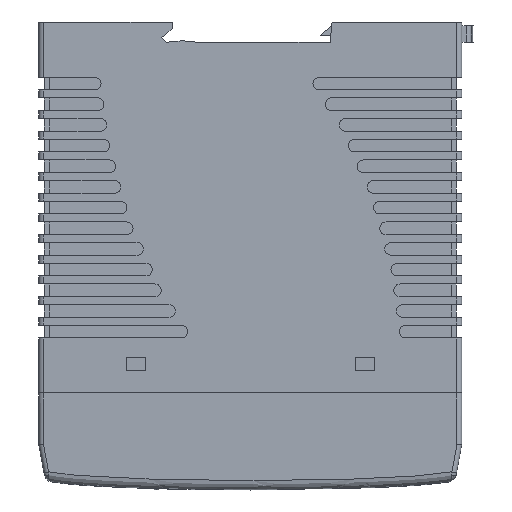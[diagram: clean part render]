
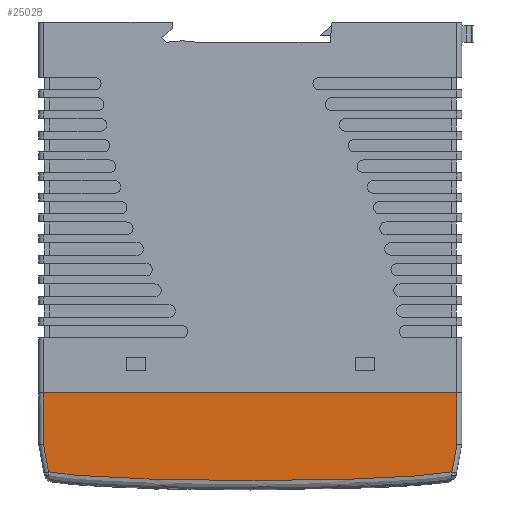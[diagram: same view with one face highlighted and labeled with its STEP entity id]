
A CAD part, left-side view. The second image highlights one B-rep face of the part: STEP entity #25028.
In plain terms, the highlighted planar face has unit normal (-1, 0, 0).
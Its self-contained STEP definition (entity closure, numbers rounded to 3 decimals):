
#257 = VERTEX_POINT ( 'NONE', #16917 ) ;
#341 = CARTESIAN_POINT ( 'NONE',  ( -11.5, 89., -97. ) ) ;
#833 = ORIENTED_EDGE ( 'NONE', *, *, #17014, .T. ) ;
#1219 = CARTESIAN_POINT ( 'NONE',  ( -11.5, 10.981, -96.704 ) ) ;
#1355 = LINE ( 'NONE', #9624, #24879 ) ;
#1492 = CARTESIAN_POINT ( 'NONE',  ( -11.5, 87.048, -95.905 ) ) ;
#1501 = VECTOR ( 'NONE', #26186, 1000. ) ;
#1622 = CARTESIAN_POINT ( 'NONE',  ( -11.5, 59.332, -97.473 ) ) ;
#1760 = CARTESIAN_POINT ( 'NONE',  ( -11.5, 86.161, -96.036 ) ) ;
#3079 = B_SPLINE_CURVE_WITH_KNOTS ( 'NONE', 3,
 ( #7718, #18155, #1492, #1760, #24369, #5422, #13960, #9761, #26408, #20183, #15720, #9892, #1622, #7856, #5817, #15984, #3396, #19778, #14092, #22325, #3790, #1219, #26141, #24096, #21932, #11661, #10027, #16246, #21802, #3254 ),
 .UNSPECIFIED., .F., .F.,
 ( 4, 2, 2, 2, 2, 2, 2, 2, 2, 2, 2, 2, 2, 2, 4 ),
 ( 0., 0.001, 0.003, 0.005, 0.011, 0.022, 0.032, 0.043, 0.054, 0.065, 0.075, 0.081, 0.083, 0.085, 0.086 ),
 .UNSPECIFIED. ) ;
#3144 = EDGE_CURVE ( 'NONE', #257, #8109, #3079, .T. ) ;
#3254 = CARTESIAN_POINT ( 'NONE',  ( -11.5, 2.07, -95.742 ) ) ;
#3396 = CARTESIAN_POINT ( 'NONE',  ( -11.5, 37.832, -97.576 ) ) ;
#3467 = DIRECTION ( 'NONE',  ( 0., 0., 1. ) ) ;
#3551 = ORIENTED_EDGE ( 'NONE', *, *, #3144, .T. ) ;
#3601 = DIRECTION ( 'NONE',  ( 0., 0., -1. ) ) ;
#3790 = CARTESIAN_POINT ( 'NONE',  ( -11.5, 16.347, -97.025 ) ) ;
#4198 = AXIS2_PLACEMENT_3D ( 'NONE', #24174, #13899, #3601 ) ;
#5422 = CARTESIAN_POINT ( 'NONE',  ( -11.5, 84.381, -96.253 ) ) ;
#5436 = VERTEX_POINT ( 'NONE', #6172 ) ;
#5625 = VERTEX_POINT ( 'NONE', #17826 ) ;
#5817 = CARTESIAN_POINT ( 'NONE',  ( -11.5, 48.583, -97.6 ) ) ;
#6172 = CARTESIAN_POINT ( 'NONE',  ( -11.5, 1., -89.86 ) ) ;
#7121 = CARTESIAN_POINT ( 'NONE',  ( -11.5, 89., -78.95 ) ) ;
#7563 = CARTESIAN_POINT ( 'NONE',  ( -11.5, 86.332, -104.521 ) ) ;
#7718 = CARTESIAN_POINT ( 'NONE',  ( -11.5, 87.93, -95.742 ) ) ;
#7759 = CARTESIAN_POINT ( 'NONE',  ( -11.5, 2.07, -95.742 ) ) ;
#7856 = CARTESIAN_POINT ( 'NONE',  ( -11.5, 52.166, -97.576 ) ) ;
#8109 = VERTEX_POINT ( 'NONE', #7759 ) ;
#8134 = ORIENTED_EDGE ( 'NONE', *, *, #19812, .F. ) ;
#9394 = LINE ( 'NONE', #18197, #1501 ) ;
#9569 = CARTESIAN_POINT ( 'NONE',  ( -11.5, 1., -97. ) ) ;
#9624 = CARTESIAN_POINT ( 'NONE',  ( -11.5, 90., -78.95 ) ) ;
#9761 = CARTESIAN_POINT ( 'NONE',  ( -11.5, 80.812, -96.58 ) ) ;
#9826 = PLANE ( 'NONE',  #4198 ) ;
#9892 = CARTESIAN_POINT ( 'NONE',  ( -11.5, 62.914, -97.396 ) ) ;
#9999 = EDGE_CURVE ( 'NONE', #5625, #257, #23948, .T. ) ;
#10027 = CARTESIAN_POINT ( 'NONE',  ( -11.5, 3.84, -96.036 ) ) ;
#11590 = CARTESIAN_POINT ( 'NONE',  ( -11.5, 1., -78.95 ) ) ;
#11661 = CARTESIAN_POINT ( 'NONE',  ( -11.5, 4.285, -96.093 ) ) ;
#12035 = DIRECTION ( 'NONE',  ( 0., -0.179, -0.984 ) ) ;
#12111 = VERTEX_POINT ( 'NONE', #7121 ) ;
#12676 = DIRECTION ( 'NONE',  ( 0., 0., -1. ) ) ;
#13551 = VECTOR ( 'NONE', #12676, 1000. ) ;
#13899 = DIRECTION ( 'NONE',  ( 1., 0., 0. ) ) ;
#13960 = CARTESIAN_POINT ( 'NONE',  ( -11.5, 83.489, -96.341 ) ) ;
#14092 = CARTESIAN_POINT ( 'NONE',  ( -11.5, 27.086, -97.396 ) ) ;
#14524 = ORIENTED_EDGE ( 'NONE', *, *, #9999, .T. ) ;
#15236 = EDGE_CURVE ( 'NONE', #12111, #5625, #23084, .T. ) ;
#15720 = CARTESIAN_POINT ( 'NONE',  ( -11.5, 70.078, -97.17 ) ) ;
#15984 = CARTESIAN_POINT ( 'NONE',  ( -11.5, 41.415, -97.6 ) ) ;
#16246 = CARTESIAN_POINT ( 'NONE',  ( -11.5, 2.953, -95.905 ) ) ;
#16917 = CARTESIAN_POINT ( 'NONE',  ( -11.5, 87.93, -95.742 ) ) ;
#17014 = EDGE_CURVE ( 'NONE', #8109, #5436, #9394, .T. ) ;
#17739 = VECTOR ( 'NONE', #12035, 1000. ) ;
#17826 = CARTESIAN_POINT ( 'NONE',  ( -11.5, 89., -89.86 ) ) ;
#18155 = CARTESIAN_POINT ( 'NONE',  ( -11.5, 87.49, -95.833 ) ) ;
#18197 = CARTESIAN_POINT ( 'NONE',  ( -11.5, 3.668, -104.521 ) ) ;
#19714 = FACE_OUTER_BOUND ( 'NONE', #21523, .T. ) ;
#19778 = CARTESIAN_POINT ( 'NONE',  ( -11.5, 30.668, -97.473 ) ) ;
#19812 = EDGE_CURVE ( 'NONE', #12111, #24998, #1355, .T. ) ;
#20183 = CARTESIAN_POINT ( 'NONE',  ( -11.5, 73.66, -97.024 ) ) ;
#21042 = ORIENTED_EDGE ( 'NONE', *, *, #25035, .T. ) ;
#21523 = EDGE_LOOP ( 'NONE', ( #833, #21042, #8134, #23555, #14524, #3551 ) ) ;
#21802 = CARTESIAN_POINT ( 'NONE',  ( -11.5, 2.511, -95.833 ) ) ;
#21922 = DIRECTION ( 'NONE',  ( 0., -1., 0. ) ) ;
#21932 = CARTESIAN_POINT ( 'NONE',  ( -11.5, 5.62, -96.253 ) ) ;
#22006 = LINE ( 'NONE', #9569, #25388 ) ;
#22325 = CARTESIAN_POINT ( 'NONE',  ( -11.5, 19.926, -97.17 ) ) ;
#23084 = LINE ( 'NONE', #341, #13551 ) ;
#23555 = ORIENTED_EDGE ( 'NONE', *, *, #15236, .T. ) ;
#23948 = LINE ( 'NONE', #7563, #17739 ) ;
#24096 = CARTESIAN_POINT ( 'NONE',  ( -11.5, 6.513, -96.342 ) ) ;
#24174 = CARTESIAN_POINT ( 'NONE',  ( -11.5, 45., -97. ) ) ;
#24369 = CARTESIAN_POINT ( 'NONE',  ( -11.5, 85.717, -96.093 ) ) ;
#24879 = VECTOR ( 'NONE', #21922, 1000. ) ;
#24998 = VERTEX_POINT ( 'NONE', #11590 ) ;
#25028 = ADVANCED_FACE ( 'NONE', ( #19714 ), #9826, .F. ) ;
#25035 = EDGE_CURVE ( 'NONE', #5436, #24998, #22006, .T. ) ;
#25388 = VECTOR ( 'NONE', #3467, 1000. ) ;
#26141 = CARTESIAN_POINT ( 'NONE',  ( -11.5, 9.194, -96.581 ) ) ;
#26186 = DIRECTION ( 'NONE',  ( 0., -0.179, 0.984 ) ) ;
#26408 = CARTESIAN_POINT ( 'NONE',  ( -11.5, 79.025, -96.704 ) ) ;
